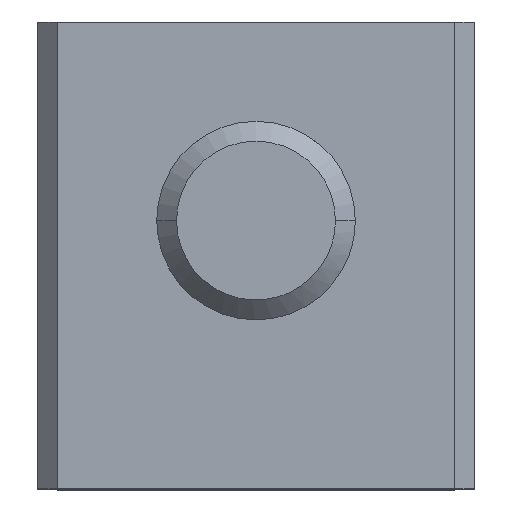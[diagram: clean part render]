
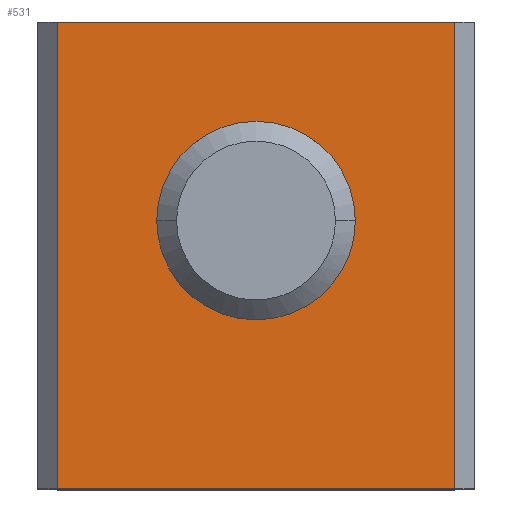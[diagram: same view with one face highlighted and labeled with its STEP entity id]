
A CAD part, top view. The second image highlights one B-rep face of the part: STEP entity #531.
In plain terms, the highlighted planar face has unit normal (0, 0, 1).
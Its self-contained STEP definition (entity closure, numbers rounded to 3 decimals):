
#369=VERTEX_POINT('',#954);
#381=VERTEX_POINT('',#967);
#411=EDGE_CURVE('',#675,#517,#1002,.T.);
#509=EDGE_CURVE('',#687,#805,#1106,.T.);
#517=VERTEX_POINT('',#1114);
#531=ADVANCED_FACE('',(#1128,#1129),#1130,.T.);
#545=EDGE_CURVE('',#369,#687,#1146,.T.);
#559=EDGE_CURVE('',#381,#637,#1161,.T.);
#637=VERTEX_POINT('',#1248);
#643=EDGE_CURVE('',#805,#369,#1255,.T.);
#645=EDGE_CURVE('',#517,#381,#1257,.T.);
#675=VERTEX_POINT('',#1291);
#687=VERTEX_POINT('',#1303);
#779=EDGE_CURVE('',#675,#637,#1405,.T.);
#805=VERTEX_POINT('',#1435);
#954=CARTESIAN_POINT('',(5.,1.75,28.0));
#967=CARTESIAN_POINT('',(10.,11.75,28.0));
#1002=LINE('',#1665,#1666);
#1106=CIRCLE('',#1828,5.0);
#1114=CARTESIAN_POINT('',(10.,-11.75,28.0));
#1128=FACE_OUTER_BOUND('',#1862,.T.);
#1129=FACE_BOUND('',#1863,.T.);
#1130=PLANE('',#1864);
#1146=CIRCLE('',#1884,5.0);
#1161=LINE('',#1912,#1913);
#1248=CARTESIAN_POINT('',(-10.0,11.75,28.0));
#1255=CIRCLE('',#2040,5.0);
#1257=LINE('',#2043,#2044);
#1291=CARTESIAN_POINT('',(-10.0,-11.75,28.0));
#1303=CARTESIAN_POINT('',(4.684,0.,28.0));
#1405=LINE('',#2274,#2275);
#1435=CARTESIAN_POINT('',(-5.,1.75,28.0));
#1665=CARTESIAN_POINT('',(-10.0,-11.75,28.0));
#1666=VECTOR('',#2559,1.0);
#1828=AXIS2_PLACEMENT_3D('',#2647,#2648,#2649);
#1862=EDGE_LOOP('',(#2662,#2663,#2664,#2665));
#1863=EDGE_LOOP('',(#2666,#2667,#2668));
#1864=AXIS2_PLACEMENT_3D('',#2669,#2670,#2671);
#1884=AXIS2_PLACEMENT_3D('',#2692,#2693,#2694);
#1912=CARTESIAN_POINT('',(-10.0,11.75,28.0));
#1913=VECTOR('',#2704,1.0);
#2040=AXIS2_PLACEMENT_3D('',#2821,#2822,#2823);
#2043=CARTESIAN_POINT('',(10.,0.,28.0));
#2044=VECTOR('',#2824,1.0);
#2274=CARTESIAN_POINT('',(-10.0,0.,28.0));
#2275=VECTOR('',#2973,1.0);
#2559=DIRECTION('',(1.0,0.,0.0));
#2647=CARTESIAN_POINT('',(0.,1.75,28.0));
#2648=DIRECTION('',(0.,0.,-1.0));
#2649=DIRECTION('',(1.0,0.,0.));
#2662=ORIENTED_EDGE('',*,*,#645,.T.);
#2663=ORIENTED_EDGE('',*,*,#559,.T.);
#2664=ORIENTED_EDGE('',*,*,#779,.F.);
#2665=ORIENTED_EDGE('',*,*,#411,.T.);
#2666=ORIENTED_EDGE('',*,*,#509,.T.);
#2667=ORIENTED_EDGE('',*,*,#643,.T.);
#2668=ORIENTED_EDGE('',*,*,#545,.T.);
#2669=CARTESIAN_POINT('',(10.,0.,28.0));
#2670=DIRECTION('',(0.,0.,1.0));
#2671=DIRECTION('',(0.,1.0,0.));
#2692=CARTESIAN_POINT('',(0.,1.75,28.0));
#2693=DIRECTION('',(0.,0.,-1.0));
#2694=DIRECTION('',(1.0,0.,0.));
#2704=DIRECTION('',(-1.0,0.,0.0));
#2821=CARTESIAN_POINT('',(0.,1.75,28.0));
#2822=DIRECTION('',(0.,0.,-1.0));
#2823=DIRECTION('',(1.0,0.,0.));
#2824=DIRECTION('',(0.,1.0,0.));
#2973=DIRECTION('',(0.,1.0,0.));
